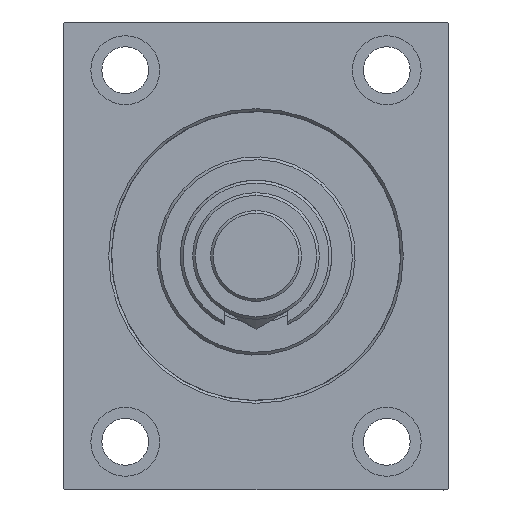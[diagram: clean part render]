
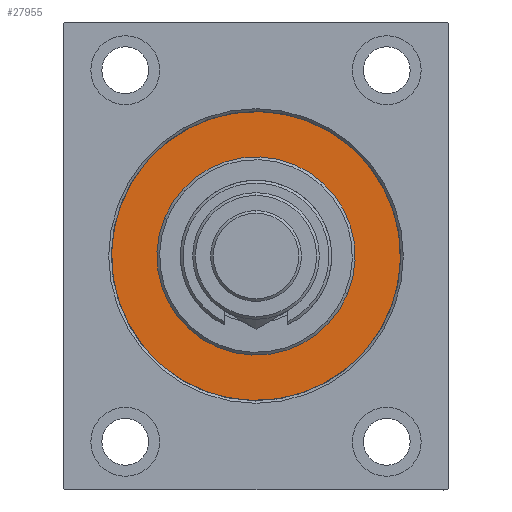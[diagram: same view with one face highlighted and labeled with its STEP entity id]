
A CAD part, left-side view. The second image highlights one B-rep face of the part: STEP entity #27955.
In plain terms, the highlighted face is planar.
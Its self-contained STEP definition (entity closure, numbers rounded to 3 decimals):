
#61 = CARTESIAN_POINT ( 'NONE',  ( 0., 0., 0. ) ) ;
#1284 = CARTESIAN_POINT ( 'NONE',  ( 0., 0., -52.5 ) ) ;
#1845 = CARTESIAN_POINT ( 'NONE',  ( 0., 0., 0. ) ) ;
#3612 = CARTESIAN_POINT ( 'NONE',  ( 0., 0., 0. ) ) ;
#4411 = EDGE_LOOP ( 'NONE', ( #27188, #6723 ) ) ;
#6723 = ORIENTED_EDGE ( 'NONE', *, *, #8476, .F. ) ;
#8476 = EDGE_CURVE ( 'NONE', #44556, #19149, #36990, .T. ) ;
#10199 = DIRECTION ( 'NONE',  ( 1., 0., 0. ) ) ;
#13368 = EDGE_CURVE ( 'NONE', #31788, #27559, #42501, .T. ) ;
#14892 = DIRECTION ( 'NONE',  ( 0., 0., 1. ) ) ;
#16444 = AXIS2_PLACEMENT_3D ( 'NONE', #1845, #38500, #20034 ) ;
#16720 = EDGE_CURVE ( 'NONE', #19149, #44556, #45545, .T. ) ;
#19149 = VERTEX_POINT ( 'NONE', #34349 ) ;
#19318 = EDGE_CURVE ( 'NONE', #27559, #31788, #21855, .T. ) ;
#20034 = DIRECTION ( 'NONE',  ( 0., 0., 1. ) ) ;
#21455 = CARTESIAN_POINT ( 'NONE',  ( 0., 0., 0. ) ) ;
#21472 = EDGE_LOOP ( 'NONE', ( #23435, #35625 ) ) ;
#21588 = PLANE ( 'NONE',  #36658 ) ;
#21703 = DIRECTION ( 'NONE',  ( 0., 0., -1. ) ) ;
#21855 = CIRCLE ( 'NONE', #29509, 52.5 ) ;
#23435 = ORIENTED_EDGE ( 'NONE', *, *, #13368, .F. ) ;
#25661 = CARTESIAN_POINT ( 'NONE',  ( 0., 0., 0. ) ) ;
#25888 = DIRECTION ( 'NONE',  ( 0., 0., 1. ) ) ;
#27188 = ORIENTED_EDGE ( 'NONE', *, *, #16720, .F. ) ;
#27559 = VERTEX_POINT ( 'NONE', #40347 ) ;
#27955 = ADVANCED_FACE ( 'NONE', ( #32130, #43414 ), #21588, .F. ) ;
#29509 = AXIS2_PLACEMENT_3D ( 'NONE', #61, #43444, #14892 ) ;
#31788 = VERTEX_POINT ( 'NONE', #1284 ) ;
#32130 = FACE_BOUND ( 'NONE', #4411, .T. ) ;
#32829 = DIRECTION ( 'NONE',  ( 1., 0., 0. ) ) ;
#33324 = CARTESIAN_POINT ( 'NONE',  ( 0., 0., -36. ) ) ;
#34349 = CARTESIAN_POINT ( 'NONE',  ( 0., 0., 36. ) ) ;
#35625 = ORIENTED_EDGE ( 'NONE', *, *, #19318, .F. ) ;
#36658 = AXIS2_PLACEMENT_3D ( 'NONE', #25661, #43894, #25888 ) ;
#36990 = CIRCLE ( 'NONE', #45416, 36. ) ;
#38500 = DIRECTION ( 'NONE',  ( -1., 0., 0. ) ) ;
#38635 = AXIS2_PLACEMENT_3D ( 'NONE', #21455, #10199, #21703 ) ;
#39336 = DIRECTION ( 'NONE',  ( 0., 0., -1. ) ) ;
#40347 = CARTESIAN_POINT ( 'NONE',  ( 0., 0., 52.5 ) ) ;
#42501 = CIRCLE ( 'NONE', #16444, 52.5 ) ;
#43414 = FACE_OUTER_BOUND ( 'NONE', #21472, .T. ) ;
#43444 = DIRECTION ( 'NONE',  ( -1., 0., 0. ) ) ;
#43894 = DIRECTION ( 'NONE',  ( -1., 0., 0. ) ) ;
#44556 = VERTEX_POINT ( 'NONE', #33324 ) ;
#45416 = AXIS2_PLACEMENT_3D ( 'NONE', #3612, #32829, #39336 ) ;
#45545 = CIRCLE ( 'NONE', #38635, 36. ) ;
